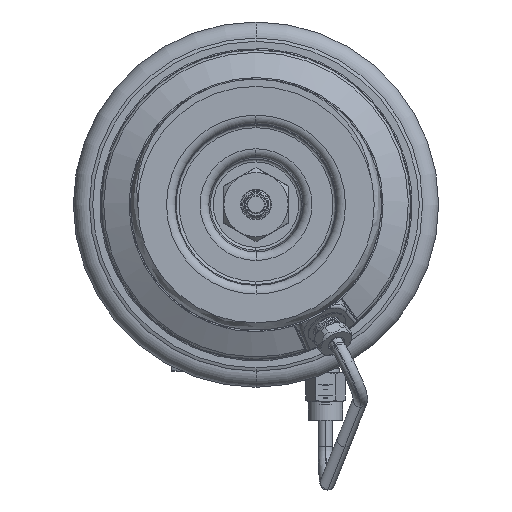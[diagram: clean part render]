
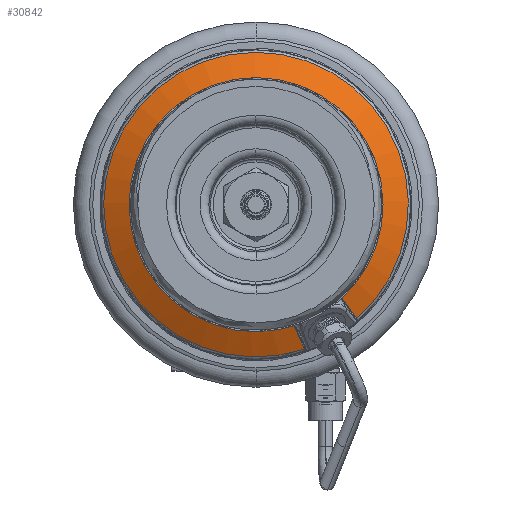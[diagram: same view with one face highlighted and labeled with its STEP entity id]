
A CAD part, front view. The second image highlights one B-rep face of the part: STEP entity #30842.
In plain terms, the highlighted spherical face has radius 108 mm.
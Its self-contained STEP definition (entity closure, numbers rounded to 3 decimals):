
#28866=CARTESIAN_POINT('',(15.855,-41.53,
-12.919));
#28867=CARTESIAN_POINT('',(15.384,-42.507,
-13.382));
#28868=CARTESIAN_POINT('',(14.432,-44.396,
-14.273));
#28869=CARTESIAN_POINT('',(12.999,-47.024,
-15.504));
#28870=CARTESIAN_POINT('',(12.039,-48.662,
-16.266));
#28871=CARTESIAN_POINT('',(11.562,-49.451,
-16.632));
#28904=CARTESIAN_POINT('',(15.855,0.,0.));
#28905=DIRECTION('',(-1.,0.,0.));
#28906=DIRECTION('',(0.,-0.955,-0.297));
#28907=AXIS2_PLACEMENT_3D('',#28904,#28905,#28906);
#28943=CARTESIAN_POINT('',(11.562,-39.129,
-34.51));
#28944=CARTESIAN_POINT('',(12.038,-38.419,
-34.01));
#28945=CARTESIAN_POINT('',(12.996,-36.943,
-32.975));
#28946=CARTESIAN_POINT('',(14.429,-34.564,
-31.315));
#28947=CARTESIAN_POINT('',(15.383,-32.845,
-30.123));
#28948=CARTESIAN_POINT('',(15.855,-31.954,
-29.507));
#28966=CARTESIAN_POINT('',(11.562,-39.129,
-34.51));
#28984=CARTESIAN_POINT('',(11.562,0.,0.));
#28985=DIRECTION('',(1.,0.,0.));
#28986=DIRECTION('',(0.,-0.75,-0.661));
#28987=AXIS2_PLACEMENT_3D('',#28984,#28985,#28986);
#29037=CARTESIAN_POINT('',(11.562,-49.451,
-16.632));
#29974=VERTEX_POINT('',#29037);
#29976=VERTEX_POINT('',#28866);
#29989=VERTEX_POINT('',#28966);
#29991=VERTEX_POINT('',#28948);
#30827=CARTESIAN_POINT('',(-83.,0.,0.));
#30828=DIRECTION('',(1.,0.,0.));
#30829=DIRECTION('',(0.,-1.,0.));
#30830=AXIS2_PLACEMENT_3D('',#30827,#30828,#30829);
#30831=SPHERICAL_SURFACE('',#30830,108.);
#30833=ORIENTED_EDGE('',*,*,#30832,.T.);
#30835=ORIENTED_EDGE('',*,*,#30834,.F.);
#30837=ORIENTED_EDGE('',*,*,#30836,.T.);
#30839=ORIENTED_EDGE('',*,*,#30838,.F.);
#30840=EDGE_LOOP('',(#30833,#30835,#30837,#30839));
#30841=FACE_OUTER_BOUND('',#30840,.F.);
#30842=ADVANCED_FACE('',(#30841),#30831,.T.);
#28872=B_SPLINE_CURVE_WITH_KNOTS('',3,(#28866,#28867,#28868,#28869,#28870,
#28871),.UNSPECIFIED.,.F.,.F.,(4,1,1,4),(0.,0.333,
0.667,1.),.UNSPECIFIED.);
#28908=CIRCLE('',#28907,43.493);
#28949=B_SPLINE_CURVE_WITH_KNOTS('',3,(#28943,#28944,#28945,#28946,#28947,
#28948),.UNSPECIFIED.,.F.,.F.,(4,1,1,4),(0.,0.333,
0.667,1.),.UNSPECIFIED.);
#28988=CIRCLE('',#28987,52.173);
#30832=EDGE_CURVE('',#29976,#29974,#28872,.T.);
#30834=EDGE_CURVE('',#29989,#29974,#28988,.T.);
#30836=EDGE_CURVE('',#29989,#29991,#28949,.T.);
#30838=EDGE_CURVE('',#29976,#29991,#28908,.T.);
